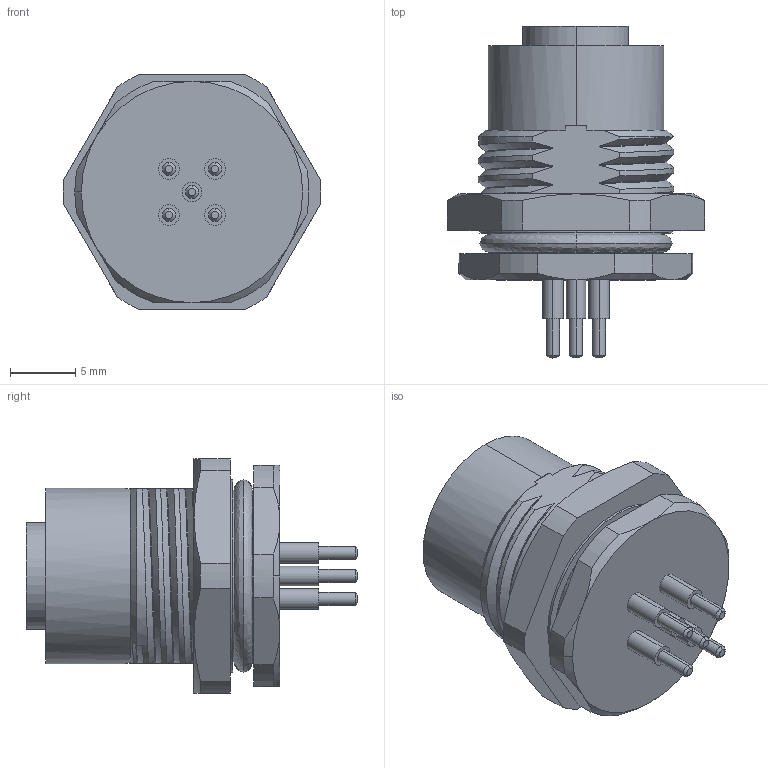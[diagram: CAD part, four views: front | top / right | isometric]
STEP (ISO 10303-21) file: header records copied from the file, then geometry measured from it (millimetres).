
FILE_DESCRIPTION (( 'STEP AP203' ), '1' );
FILE_NAME ('P202.STEP', '2020-03-31T06:02:42', ( 'edpusr' ), ( 'Microsoft' ), 'SwSTEP 2.0', 'SolidWorks 2015', '' );
FILE_SCHEMA (( 'CONFIG_CONTROL_DESIGN' ));
Length unit declared in the file: millimetre
Products named in the file (1): P202
Bounding box: 19.79 x 25.5 x 18 mm (x, y, z)
Volume: 2834.5 mm3; surface area: 2657.5 mm2
Topology: 1 solids, 1 shells, 217 faces, 538 edges, 346 vertices
Faces by surface type: cylinder 74, plane 72, bspline 36, cone 35
Entity records: 10425 total; most frequent: CARTESIAN_POINT 5406, ORIENTED_EDGE 1076, DIRECTION 976, EDGE_CURVE 538, AXIS2_PLACEMENT_3D 366, VERTEX_POINT 346, LINE 244, VECTOR 244
